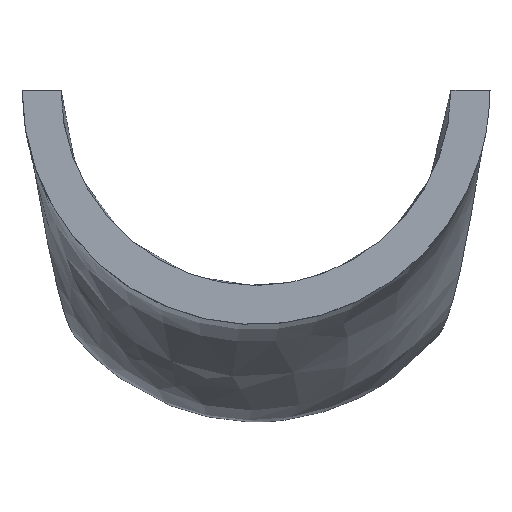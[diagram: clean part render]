
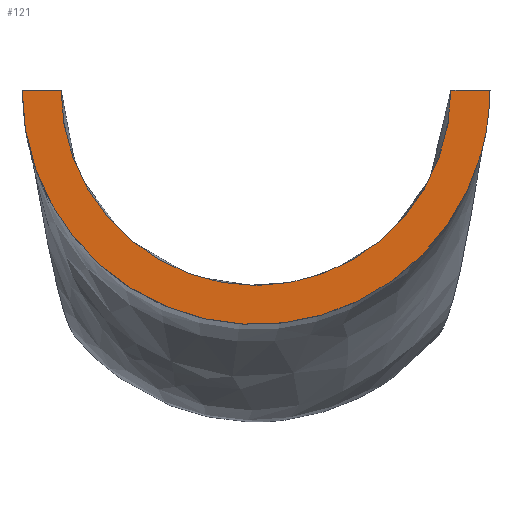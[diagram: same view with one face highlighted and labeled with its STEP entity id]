
A CAD part, front view. The second image highlights one B-rep face of the part: STEP entity #121.
In plain terms, the highlighted planar face has unit normal (0, -1, 0).
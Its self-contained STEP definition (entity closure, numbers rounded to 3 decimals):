
#28=FACE_OUTER_BOUND('',#35,.T.);
#35=EDGE_LOOP('',(#89,#90,#91,#92,#93));
#44=CIRCLE('',#146,240.);
#45=CIRCLE('',#147,200.);
#46=CIRCLE('',#148,240.);
#49=LINE('',#188,#53);
#50=LINE('',#192,#54);
#53=VECTOR('',#165,10.);
#54=VECTOR('',#168,10.);
#60=VERTEX_POINT('',#184);
#61=VERTEX_POINT('',#185);
#62=VERTEX_POINT('',#187);
#63=VERTEX_POINT('',#189);
#64=VERTEX_POINT('',#191);
#72=EDGE_CURVE('',#60,#61,#44,.T.);
#73=EDGE_CURVE('',#62,#60,#49,.T.);
#74=EDGE_CURVE('',#63,#62,#45,.T.);
#75=EDGE_CURVE('',#64,#63,#50,.T.);
#76=EDGE_CURVE('',#61,#64,#46,.T.);
#89=ORIENTED_EDGE('',*,*,#72,.F.);
#90=ORIENTED_EDGE('',*,*,#73,.F.);
#91=ORIENTED_EDGE('',*,*,#74,.F.);
#92=ORIENTED_EDGE('',*,*,#75,.F.);
#93=ORIENTED_EDGE('',*,*,#76,.F.);
#119=PLANE('',#145);
#121=ADVANCED_FACE('',(#28),#119,.F.);
#145=AXIS2_PLACEMENT_3D('',#183,#161,#162);
#146=AXIS2_PLACEMENT_3D('',#186,#163,#164);
#147=AXIS2_PLACEMENT_3D('',#190,#166,#167);
#148=AXIS2_PLACEMENT_3D('',#193,#169,#170);
#161=DIRECTION('center_axis',(0.,1.,0.));
#162=DIRECTION('ref_axis',(0.,0.,1.));
#163=DIRECTION('center_axis',(0.,1.,0.));
#164=DIRECTION('ref_axis',(1.,0.,0.));
#165=DIRECTION('',(1.,0.,0.));
#166=DIRECTION('center_axis',(0.,-1.,0.));
#167=DIRECTION('ref_axis',(1.,0.,0.));
#168=DIRECTION('',(1.,0.,0.));
#169=DIRECTION('center_axis',(0.,1.,0.));
#170=DIRECTION('ref_axis',(1.,0.,0.));
#183=CARTESIAN_POINT('Origin',(0.837,0.,-121.983));
#184=CARTESIAN_POINT('',(240.,0.,0.));
#185=CARTESIAN_POINT('',(231.045,0.,-64.948));
#186=CARTESIAN_POINT('Origin',(0.,0.,0.));
#187=CARTESIAN_POINT('',(200.,0.,0.));
#188=CARTESIAN_POINT('',(200.,0.,0.));
#189=CARTESIAN_POINT('',(-200.,0.,0.));
#190=CARTESIAN_POINT('Origin',(0.,0.,0.));
#191=CARTESIAN_POINT('',(-240.,0.,0.));
#192=CARTESIAN_POINT('',(-240.,0.,0.));
#193=CARTESIAN_POINT('Origin',(0.,0.,0.));
